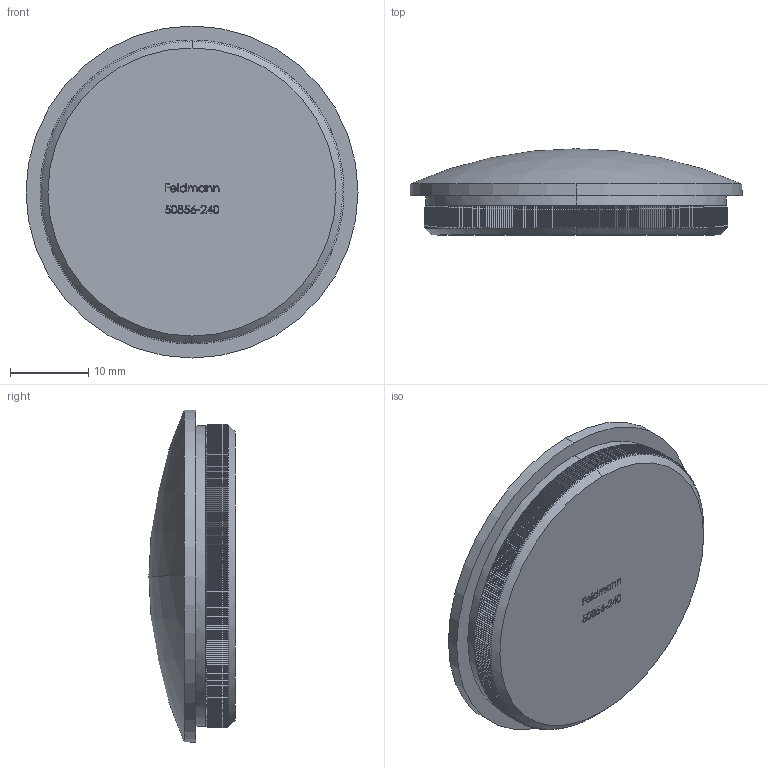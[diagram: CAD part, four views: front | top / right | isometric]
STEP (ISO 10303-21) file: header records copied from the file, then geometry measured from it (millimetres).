
FILE_DESCRIPTION (( 'STEP AP203' ), '1' );
FILE_NAME ('50856-240.step', '2018-12-03T10:28:16', ( '' ), ( '' ), 'SwSTEP 2.0', 'SolidWorks 2015', '' );
FILE_SCHEMA (( 'CONFIG_CONTROL_DESIGN' ));
Length unit declared in the file: millimetre
Products named in the file (1): 50856-240
Bounding box: 42.4 x 11 x 42.4 mm (x, y, z)
Volume: 11136 mm3; surface area: 3916.7 mm2
Topology: 1 solids, 1 shells, 1882 faces, 4736 edges, 2883 vertices
Faces by surface type: plane 940, cylinder 414, cone 412, bspline 114, sphere 2
Entity records: 63471 total; most frequent: CARTESIAN_POINT 21696, ORIENTED_EDGE 9472, DIRECTION 7648, EDGE_CURVE 4736, AXIS2_PLACEMENT_3D 3011, VERTEX_POINT 2883, EDGE_LOOP 1909, ADVANCED_FACE 1882
